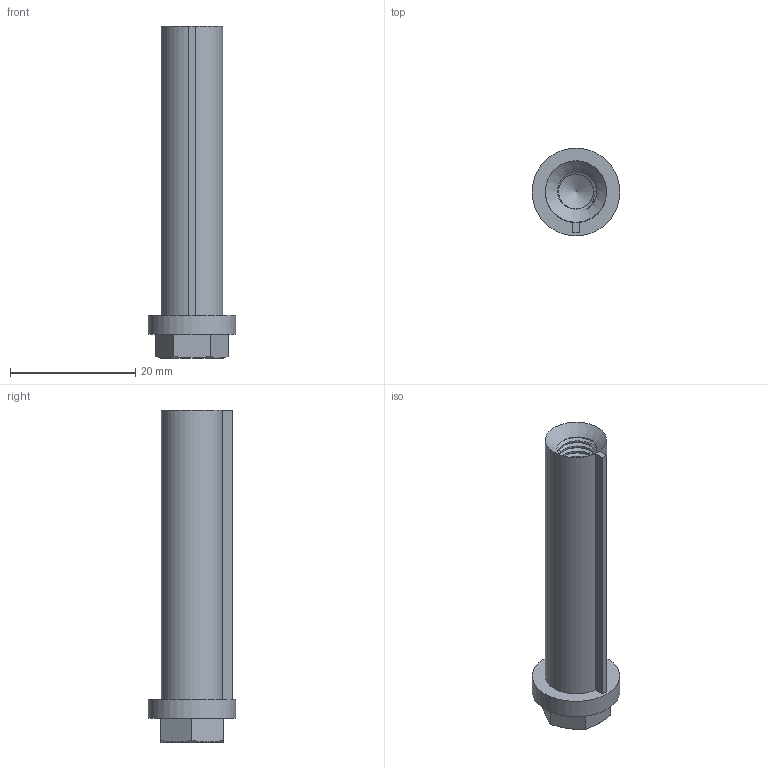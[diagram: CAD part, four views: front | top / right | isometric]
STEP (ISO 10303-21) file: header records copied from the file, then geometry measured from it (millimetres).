
FILE_DESCRIPTION(('FreeCAD Model'),'2;1');
FILE_NAME('Open CASCADE Shape Model','2024-05-19T11:12:05',('Author'),( ''),'Open CASCADE STEP processor 7.6','FreeCAD','Unknown');
FILE_SCHEMA(('AUTOMOTIVE_DESIGN { 1 0 10303 214 1 1 1 1 }'));
Length unit declared in the file: millimetre
Products named in the file (3): Main-Shaft-Part-1; Body073; M6x12-Screw
Assembly tree (2 placements, depth 2):
  Main-Shaft-Part-1
    Body073
    M6x12-Screw
Bounding box: 14 x 14 x 53.02 mm (x, y, z)
Volume: 4126.3 mm3; surface area: 3040 mm2
Topology: 2 solids, 2 shells, 108 faces, 222 edges, 121 vertices
Faces by surface type: bspline 54, cylinder 22, plane 20, cone 11, revolution 1
Full cylindrical faces by diameter (mm): 5.6 x16, 6 x1, 9.5 x1, 14 x1
Entity records: 9393 total; most frequent: CARTESIAN_POINT 7483, ORIENTED_EDGE 442, DIRECTION 247, EDGE_CURVE 221, B_SPLINE_CURVE_WITH_KNOTS 128, VERTEX_POINT 121, FACE_BOUND 112, EDGE_LOOP 112
